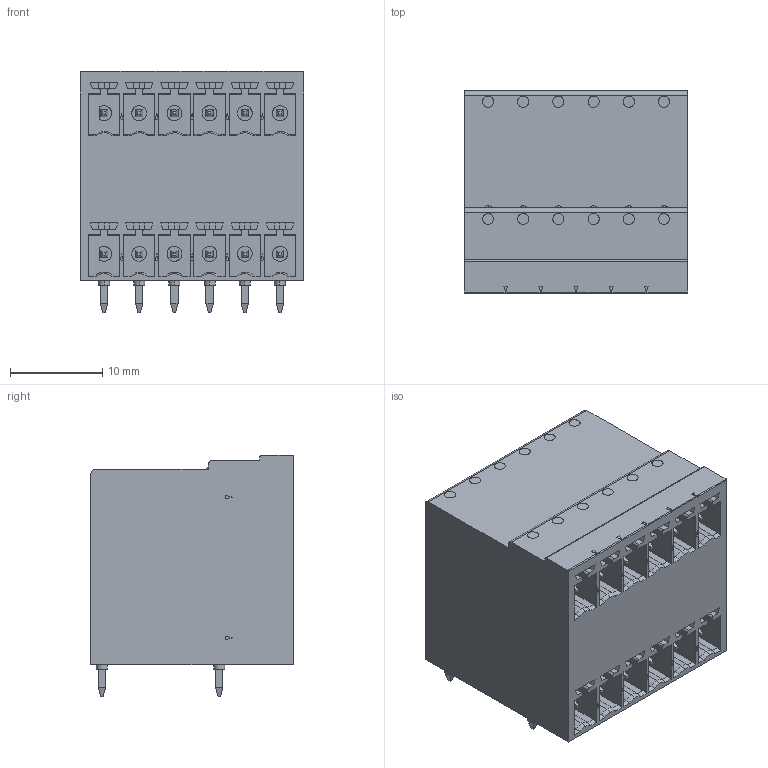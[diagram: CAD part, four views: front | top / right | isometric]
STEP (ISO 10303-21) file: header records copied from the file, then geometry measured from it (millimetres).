
FILE_DESCRIPTION(/* description */ (''),/* implementation_level */ '2;1');
FILE_NAME(/* name */ 'tblock2x6_3_81',/* time_stamp */ '2020-01-17T03:37:25-03:00',/* author */ (''),/* organization */ (''),/* preprocessor_version */ 'ST-DEVELOPER v10',/* originating_system */ '',/* authorisation */ '');
FILE_SCHEMA (('AUTOMOTIVE_DESIGN'));
Length unit declared in the file: millimetre
Products named in the file (3): 1; 2; 3
Assembly tree (2 placements, depth 3):
  1
    2
      3
Bounding box: 24.25 x 21.9 x 26.2 mm (x, y, z)
Volume: 10217 mm3; surface area: 5287.2 mm2
Topology: 1 solids, 1 shells, 836 faces, 2055 edges, 1302 vertices
Faces by surface type: plane 671, bspline 165
Entity records: 22116 total; most frequent: CARTESIAN_POINT 8201, ORIENTED_EDGE 4110, EDGE_CURVE 2055, B_SPLINE_CURVE_WITH_KNOTS 1683, VERTEX_POINT 1302, EDGE_LOOP 917, ADVANCED_FACE 836, FACE_OUTER_BOUND 836
